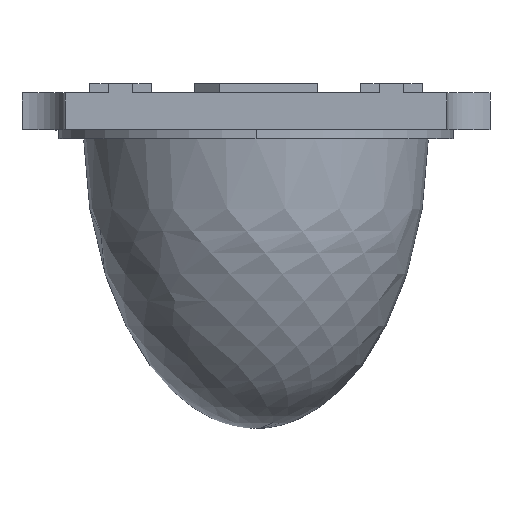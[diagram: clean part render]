
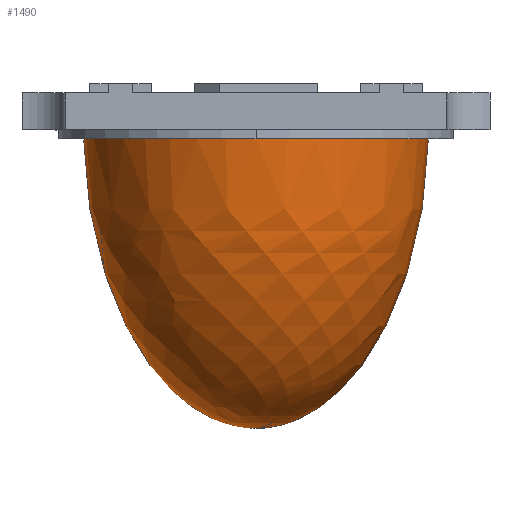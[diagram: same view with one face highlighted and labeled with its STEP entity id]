
A CAD part, front view. The second image highlights one B-rep face of the part: STEP entity #1490.
In plain terms, the highlighted face is a revolution surface.
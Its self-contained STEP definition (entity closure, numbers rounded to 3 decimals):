
#509=CARTESIAN_POINT('',(0.,0.,-0.075));
#510=DIRECTION('',(0.,0.,1.));
#511=DIRECTION('',(-1.,0.,0.));
#512=AXIS2_PLACEMENT_3D('',#509,#510,#511);
#519=CARTESIAN_POINT('',(-1.399,0.,-0.075));
#520=CARTESIAN_POINT('',(-1.397,0.,-0.231));
#521=CARTESIAN_POINT('',(-1.374,0.,-0.541));
#522=CARTESIAN_POINT('',(-1.289,0.,-0.986));
#523=CARTESIAN_POINT('',(-1.156,0.,-1.395));
#524=CARTESIAN_POINT('',(-0.981,0.,-1.752));
#525=CARTESIAN_POINT('',(-0.769,0.,-2.044));
#526=CARTESIAN_POINT('',(-0.529,0.,-2.261));
#527=CARTESIAN_POINT('',(-0.269,0.,-2.395));
#528=CARTESIAN_POINT('',(-0.09,0.,-2.425));
#529=CARTESIAN_POINT('',(0.,0.,-2.425));
#531=CARTESIAN_POINT('',(1.399,0.,-0.075));
#532=CARTESIAN_POINT('',(1.397,0.,-0.231));
#533=CARTESIAN_POINT('',(1.374,0.,-0.541));
#534=CARTESIAN_POINT('',(1.289,0.,-0.986));
#535=CARTESIAN_POINT('',(1.156,0.,-1.395));
#536=CARTESIAN_POINT('',(0.981,0.,-1.752));
#537=CARTESIAN_POINT('',(0.769,0.,-2.044));
#538=CARTESIAN_POINT('',(0.529,0.,-2.261));
#539=CARTESIAN_POINT('',(0.269,0.,-2.395));
#540=CARTESIAN_POINT('',(0.09,0.,-2.425));
#541=CARTESIAN_POINT('',(0.,0.,-2.425));
#707=CARTESIAN_POINT('',(-1.399,0.,-0.075));
#708=CARTESIAN_POINT('',(1.399,0.,-0.075));
#709=VERTEX_POINT('',#707);
#710=VERTEX_POINT('',#708);
#711=VERTEX_POINT('',#541);
#1461=CARTESIAN_POINT('',(1.4,0.,0.));
#1462=CARTESIAN_POINT('',(1.4,0.,-0.083));
#1463=CARTESIAN_POINT('',(1.395,0.,-0.242));
#1464=CARTESIAN_POINT('',(1.369,0.,-0.543));
#1465=CARTESIAN_POINT('',(1.31,0.,-0.892));
#1466=CARTESIAN_POINT('',(1.201,0.,-1.27));
#1467=CARTESIAN_POINT('',(1.056,0.,-1.611));
#1468=CARTESIAN_POINT('',(0.905,0.,-1.862));
#1469=CARTESIAN_POINT('',(0.761,0.,-2.039));
#1470=CARTESIAN_POINT('',(0.642,0.,-2.16));
#1471=CARTESIAN_POINT('',(0.508,0.,-2.265));
#1472=CARTESIAN_POINT('',(0.381,0.,-2.337));
#1473=CARTESIAN_POINT('',(0.268,0.,-2.382));
#1474=CARTESIAN_POINT('',(0.175,0.,-2.408));
#1475=CARTESIAN_POINT('',(0.074,0.,-2.424));
#1476=CARTESIAN_POINT('',(-0.002,0.,-2.426));
#1477=CARTESIAN_POINT('',(-0.043,0.,-2.424));
#1479=CARTESIAN_POINT('',(0.,0.,0.121));
#1480=DIRECTION('',(0.,0.,-1.));
#1481=AXIS1_PLACEMENT('',#1479,#1480);
#1482=SURFACE_OF_REVOLUTION('',#1478,#1481);
#1483=ORIENTED_EDGE('',*,*,#1454,.T.);
#1485=ORIENTED_EDGE('',*,*,#1484,.T.);
#1487=ORIENTED_EDGE('',*,*,#1486,.F.);
#1488=EDGE_LOOP('',(#1483,#1485,#1487));
#1489=FACE_OUTER_BOUND('',#1488,.F.);
#1490=ADVANCED_FACE('',(#1489),#1482,.T.);
#513=CIRCLE('',#512,1.399);
#530=B_SPLINE_CURVE_WITH_KNOTS('',3,(#519,#520,#521,#522,#523,#524,#525,#526,
#527,#528,#529),.UNSPECIFIED.,.F.,.F.,(4,1,1,1,1,1,1,1,4),(0.,0.125,0.25,
0.375,0.5,0.625,0.75,0.875,1.),.UNSPECIFIED.);
#542=B_SPLINE_CURVE_WITH_KNOTS('',3,(#531,#532,#533,#534,#535,#536,#537,#538,
#539,#540,#541),.UNSPECIFIED.,.F.,.F.,(4,1,1,1,1,1,1,1,4),(0.,0.125,0.25,
0.375,0.5,0.625,0.75,0.875,1.),.UNSPECIFIED.);
#1454=EDGE_CURVE('',#709,#710,#513,.T.);
#1478=B_SPLINE_CURVE_WITH_KNOTS('',3,(#1461,#1462,#1463,#1464,#1465,#1466,#1467,
#1468,#1469,#1470,#1471,#1472,#1473,#1474,#1475,#1476,#1477),.UNSPECIFIED.,.F.,
.F.,(4,1,1,1,1,1,1,1,1,1,1,1,1,1,4),(0.,0.063,0.125,0.25,0.375,0.5,
0.625,0.688,0.75,0.813,0.875,0.906,0.938,0.969,1.),
.UNSPECIFIED.);
#1484=EDGE_CURVE('',#710,#711,#542,.T.);
#1486=EDGE_CURVE('',#709,#711,#530,.T.);
